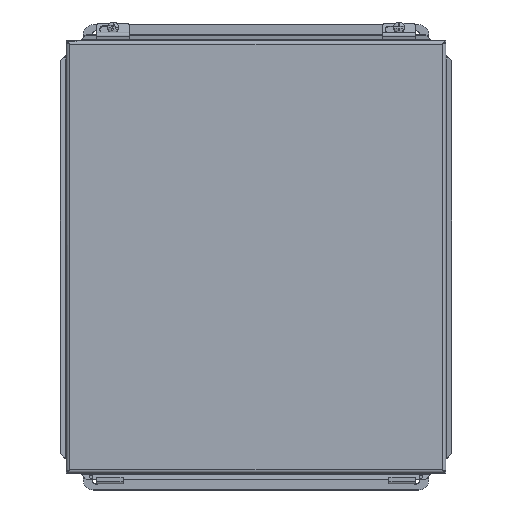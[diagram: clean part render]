
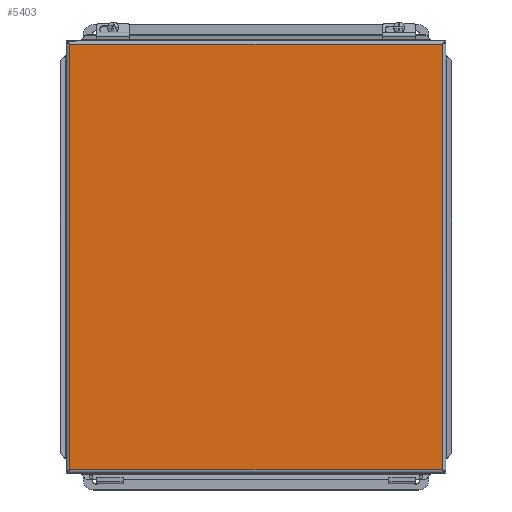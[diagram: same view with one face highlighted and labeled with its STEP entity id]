
A CAD part, top view. The second image highlights one B-rep face of the part: STEP entity #5403.
In plain terms, the highlighted planar face has unit normal (0, 0, 1).
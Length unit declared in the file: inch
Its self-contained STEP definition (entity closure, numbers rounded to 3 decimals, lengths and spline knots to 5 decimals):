
#675=PLANE('',#5988);
#1058=LINE('',#9223,#1576);
#1091=LINE('',#9466,#1609);
#1193=LINE('',#9913,#1711);
#1194=LINE('',#9915,#1712);
#1576=VECTOR('',#6989,0.3937);
#1609=VECTOR('',#7042,0.3937);
#1711=VECTOR('',#7316,0.3937);
#1712=VECTOR('',#7319,0.3937);
#2080=FACE_OUTER_BOUND('',#2408,.T.);
#2408=EDGE_LOOP('',(#5089,#5090,#5091,#5092));
#2816=VERTEX_POINT('',#8944);
#2847=VERTEX_POINT('',#9092);
#2875=VERTEX_POINT('',#9222);
#2887=VERTEX_POINT('',#9379);
#3493=EDGE_CURVE('',#2875,#2847,#1058,.T.);
#3535=EDGE_CURVE('',#2816,#2887,#1091,.T.);
#3673=EDGE_CURVE('',#2847,#2816,#1193,.T.);
#3674=EDGE_CURVE('',#2887,#2875,#1194,.T.);
#5089=ORIENTED_EDGE('',*,*,#3673,.T.);
#5090=ORIENTED_EDGE('',*,*,#3535,.T.);
#5091=ORIENTED_EDGE('',*,*,#3674,.T.);
#5092=ORIENTED_EDGE('',*,*,#3493,.T.);
#5403=ADVANCED_FACE('',(#2080),#675,.T.);
#5988=AXIS2_PLACEMENT_3D('',#9916,#7320,#7321);
#6989=DIRECTION('',(0.,-1.,0.));
#7042=DIRECTION('',(0.,1.,0.));
#7316=DIRECTION('',(1.,0.,0.));
#7319=DIRECTION('',(-1.,0.,0.));
#7320=DIRECTION('center_axis',(0.,0.,1.));
#7321=DIRECTION('ref_axis',(1.,0.,0.));
#8944=CARTESIAN_POINT('',(7.0035,-8.0035,0.059));
#9092=CARTESIAN_POINT('',(-7.0035,-8.0035,0.059));
#9222=CARTESIAN_POINT('',(-7.0035,8.0035,0.059));
#9223=CARTESIAN_POINT('',(-7.0035,4.00175,0.059));
#9379=CARTESIAN_POINT('',(7.0035,8.0035,0.059));
#9466=CARTESIAN_POINT('',(7.0035,-4.00175,0.059));
#9913=CARTESIAN_POINT('',(-3.50175,-8.0035,0.059));
#9915=CARTESIAN_POINT('',(3.50175,8.0035,0.059));
#9916=CARTESIAN_POINT('Origin',(0.,0.,0.059));
